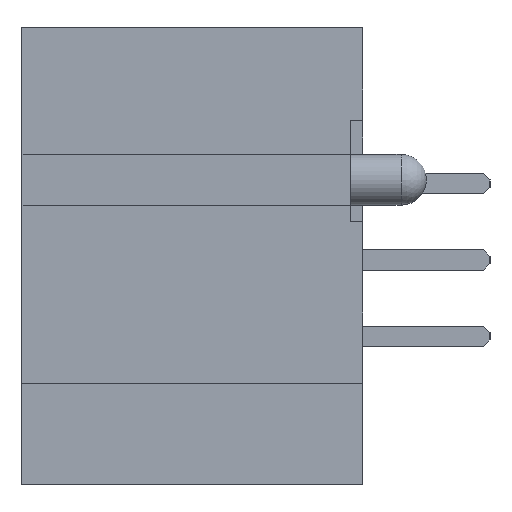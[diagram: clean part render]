
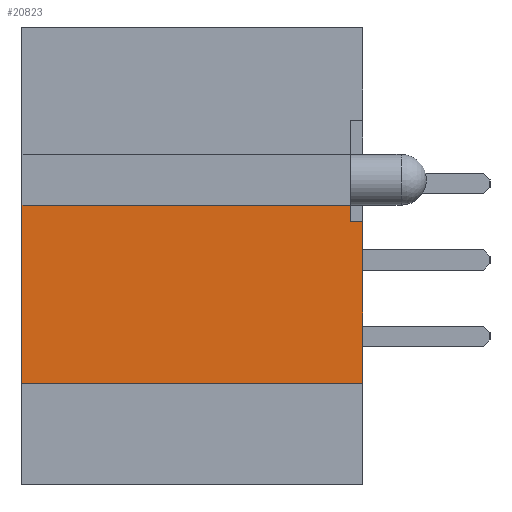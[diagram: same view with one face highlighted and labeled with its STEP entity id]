
A CAD part, left-side view. The second image highlights one B-rep face of the part: STEP entity #20823.
In plain terms, the highlighted planar face has unit normal (-1, 0, 0).
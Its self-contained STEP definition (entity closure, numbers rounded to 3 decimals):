
#981=ORIENTED_EDGE('',*,*,#7363,.F.);
#982=ORIENTED_EDGE('',*,*,#7364,.T.);
#983=ORIENTED_EDGE('',*,*,#7362,.T.);
#984=ORIENTED_EDGE('',*,*,#7365,.T.);
#985=ORIENTED_EDGE('',*,*,#7366,.F.);
#986=ORIENTED_EDGE('',*,*,#7367,.F.);
#7362=EDGE_CURVE('',#10551,#10553,#12665,.T.);
#7363=EDGE_CURVE('',#10554,#10555,#12666,.T.);
#7364=EDGE_CURVE('',#10554,#10551,#12667,.T.);
#7365=EDGE_CURVE('',#10553,#10556,#12668,.T.);
#7366=EDGE_CURVE('',#10557,#10556,#12669,.T.);
#7367=EDGE_CURVE('',#10555,#10557,#12670,.T.);
#10551=VERTEX_POINT('',#29567);
#10553=VERTEX_POINT('',#29571);
#10554=VERTEX_POINT('',#29575);
#10555=VERTEX_POINT('',#29576);
#10556=VERTEX_POINT('',#29579);
#10557=VERTEX_POINT('',#29581);
#12665=LINE('',#29572,#15276);
#12666=LINE('',#29574,#15277);
#12667=LINE('',#29577,#15278);
#12668=LINE('',#29578,#15279);
#12669=LINE('',#29580,#15280);
#12670=LINE('',#29582,#15281);
#15276=VECTOR('',#23657,1000.);
#15277=VECTOR('',#23660,1000.);
#15278=VECTOR('',#23661,1000.);
#15279=VECTOR('',#23662,1000.);
#15280=VECTOR('',#23663,1000.);
#15281=VECTOR('',#23664,1000.);
#17797=EDGE_LOOP('',(#981,#982,#983,#984,#985,#986));
#18902=FACE_BOUND('',#17797,.T.);
#19999=PLANE('',#21933);
#20823=ADVANCED_FACE('',(#18902),#19999,.F.);
#21933=AXIS2_PLACEMENT_3D('',#29573,#23658,#23659);
#23657=DIRECTION('',(0.,0.,-1.));
#23658=DIRECTION('',(1.,0.,0.));
#23659=DIRECTION('',(0.,0.,-1.));
#23660=DIRECTION('',(0.,0.,1.));
#23661=DIRECTION('',(0.,1.,0.));
#23662=DIRECTION('',(0.,-1.,0.));
#23663=DIRECTION('',(0.,0.,-1.));
#23664=DIRECTION('',(0.,-1.,0.));
#29567=CARTESIAN_POINT('',(-20.37,1.,6.46));
#29571=CARTESIAN_POINT('',(-20.37,1.,0.));
#29572=CARTESIAN_POINT('',(-20.37,1.,6.71));
#29573=CARTESIAN_POINT('',(-20.37,1.,6.71));
#29574=CARTESIAN_POINT('',(-20.37,0.67,6.71));
#29575=CARTESIAN_POINT('',(-20.37,0.67,6.46));
#29576=CARTESIAN_POINT('',(-20.37,0.67,6.71));
#29577=CARTESIAN_POINT('',(-20.37,0.67,6.46));
#29578=CARTESIAN_POINT('',(-20.37,1.,0.));
#29579=CARTESIAN_POINT('',(-20.37,-2.5,0.));
#29580=CARTESIAN_POINT('',(-20.37,-2.5,6.71));
#29581=CARTESIAN_POINT('',(-20.37,-2.5,6.71));
#29582=CARTESIAN_POINT('',(-20.37,1.,6.71));
